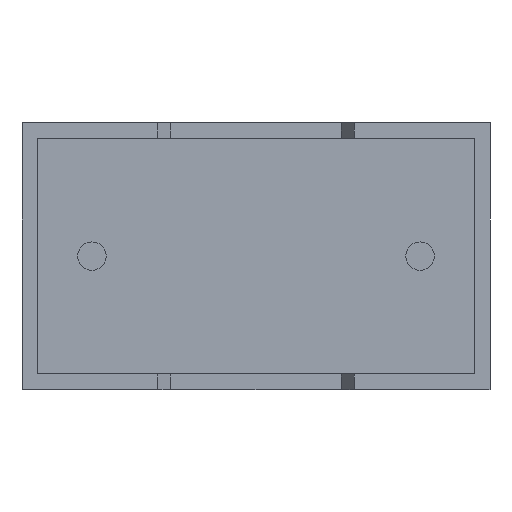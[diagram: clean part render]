
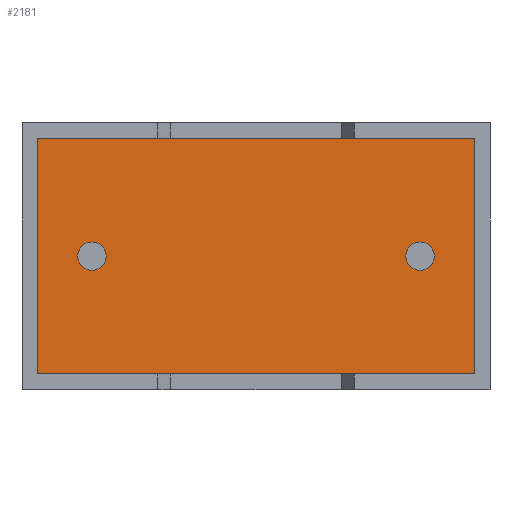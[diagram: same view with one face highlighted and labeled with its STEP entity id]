
A CAD part, front view. The second image highlights one B-rep face of the part: STEP entity #2181.
In plain terms, the highlighted planar face has unit normal (0, -1, 0).
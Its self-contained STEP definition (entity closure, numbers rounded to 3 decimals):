
#68 = CARTESIAN_POINT ( 'NONE',  ( 0.357, 0.75, 5.743 ) ) ;
#80 = AXIS2_PLACEMENT_3D ( 'NONE', #1162, #1868, #2372 ) ;
#123 = DIRECTION ( 'NONE',  ( 0., -1., 0. ) ) ;
#143 = FACE_OUTER_BOUND ( 'NONE', #1745, .T. ) ;
#147 = DIRECTION ( 'NONE',  ( -1., 0., 0. ) ) ;
#149 = EDGE_CURVE ( 'NONE', #1910, #1315, #1926, .T. ) ;
#203 = CARTESIAN_POINT ( 'NONE',  ( 9.1, 0.75, 3.375 ) ) ;
#238 = VERTEX_POINT ( 'NONE', #2335 ) ;
#319 = EDGE_LOOP ( 'NONE', ( #2948, #2400 ) ) ;
#329 = VERTEX_POINT ( 'NONE', #980 ) ;
#417 = CARTESIAN_POINT ( 'NONE',  ( 9.1, 0.75, 3.05 ) ) ;
#460 = DIRECTION ( 'NONE',  ( 1., 0., 0. ) ) ;
#580 = ORIENTED_EDGE ( 'NONE', *, *, #696, .F. ) ;
#611 = CARTESIAN_POINT ( 'NONE',  ( 10.343, 0.75, 5.743 ) ) ;
#640 = VERTEX_POINT ( 'NONE', #203 ) ;
#652 = DIRECTION ( 'NONE',  ( 0., -1., 0. ) ) ;
#656 = CARTESIAN_POINT ( 'NONE',  ( 1.6, 0.75, 3.05 ) ) ;
#681 = CARTESIAN_POINT ( 'NONE',  ( 1.6, 0.75, 2.725 ) ) ;
#688 = CARTESIAN_POINT ( 'NONE',  ( 0.357, 0.75, 0.357 ) ) ;
#696 = EDGE_CURVE ( 'NONE', #640, #1944, #2775, .T. ) ;
#709 = VECTOR ( 'NONE', #1218, 1000. ) ;
#778 = ORIENTED_EDGE ( 'NONE', *, *, #2984, .T. ) ;
#876 = AXIS2_PLACEMENT_3D ( 'NONE', #656, #3000, #2509 ) ;
#980 = CARTESIAN_POINT ( 'NONE',  ( 1.6, 0.75, 3.375 ) ) ;
#1008 = FACE_BOUND ( 'NONE', #1998, .T. ) ;
#1052 = DIRECTION ( 'NONE',  ( 0., 0., -1. ) ) ;
#1072 = FACE_BOUND ( 'NONE', #319, .T. ) ;
#1125 = CARTESIAN_POINT ( 'NONE',  ( 1.6, 0.75, 3.05 ) ) ;
#1162 = CARTESIAN_POINT ( 'NONE',  ( 9.1, 0.75, 3.05 ) ) ;
#1218 = DIRECTION ( 'NONE',  ( 0., 0., -1. ) ) ;
#1258 = CARTESIAN_POINT ( 'NONE',  ( 10.343, 0.75, 5.743 ) ) ;
#1279 = DIRECTION ( 'NONE',  ( 0., 0., 1. ) ) ;
#1285 = CARTESIAN_POINT ( 'NONE',  ( 0., 0.75, 0. ) ) ;
#1301 = LINE ( 'NONE', #611, #2293 ) ;
#1315 = VERTEX_POINT ( 'NONE', #688 ) ;
#1350 = EDGE_CURVE ( 'NONE', #2706, #329, #2831, .T. ) ;
#1352 = DIRECTION ( 'NONE',  ( 0., -1., 0. ) ) ;
#1358 = CIRCLE ( 'NONE', #2591, 0.325 ) ;
#1384 = DIRECTION ( 'NONE',  ( 0., 0., -1. ) ) ;
#1409 = EDGE_CURVE ( 'NONE', #1944, #640, #1358, .T. ) ;
#1506 = VECTOR ( 'NONE', #1279, 1000. ) ;
#1509 = AXIS2_PLACEMENT_3D ( 'NONE', #1285, #123, #1052 ) ;
#1599 = CARTESIAN_POINT ( 'NONE',  ( 0.357, 0.75, 0.357 ) ) ;
#1673 = EDGE_CURVE ( 'NONE', #329, #2706, #2681, .T. ) ;
#1710 = LINE ( 'NONE', #2912, #1506 ) ;
#1724 = ORIENTED_EDGE ( 'NONE', *, *, #149, .T. ) ;
#1745 = EDGE_LOOP ( 'NONE', ( #1724, #778, #2696, #2976 ) ) ;
#1804 = VERTEX_POINT ( 'NONE', #1258 ) ;
#1809 = EDGE_CURVE ( 'NONE', #1804, #1910, #1301, .T. ) ;
#1868 = DIRECTION ( 'NONE',  ( 0., -1., 0. ) ) ;
#1910 = VERTEX_POINT ( 'NONE', #2066 ) ;
#1926 = LINE ( 'NONE', #68, #709 ) ;
#1944 = VERTEX_POINT ( 'NONE', #2765 ) ;
#1998 = EDGE_LOOP ( 'NONE', ( #580, #2561 ) ) ;
#2066 = CARTESIAN_POINT ( 'NONE',  ( 0.357, 0.75, 5.743 ) ) ;
#2077 = DIRECTION ( 'NONE',  ( 0., 0., -1. ) ) ;
#2181 = ADVANCED_FACE ( 'NONE', ( #1008, #143, #1072 ), #2416, .T. ) ;
#2293 = VECTOR ( 'NONE', #147, 1000. ) ;
#2335 = CARTESIAN_POINT ( 'NONE',  ( 10.343, 0.75, 0.357 ) ) ;
#2372 = DIRECTION ( 'NONE',  ( 0., 0., -1. ) ) ;
#2400 = ORIENTED_EDGE ( 'NONE', *, *, #1350, .F. ) ;
#2416 = PLANE ( 'NONE',  #1509 ) ;
#2509 = DIRECTION ( 'NONE',  ( 0., 0., -1. ) ) ;
#2556 = LINE ( 'NONE', #1599, #2731 ) ;
#2561 = ORIENTED_EDGE ( 'NONE', *, *, #1409, .F. ) ;
#2591 = AXIS2_PLACEMENT_3D ( 'NONE', #417, #1352, #1384 ) ;
#2681 = CIRCLE ( 'NONE', #2884, 0.325 ) ;
#2696 = ORIENTED_EDGE ( 'NONE', *, *, #2844, .T. ) ;
#2706 = VERTEX_POINT ( 'NONE', #681 ) ;
#2731 = VECTOR ( 'NONE', #460, 1000. ) ;
#2765 = CARTESIAN_POINT ( 'NONE',  ( 9.1, 0.75, 2.725 ) ) ;
#2775 = CIRCLE ( 'NONE', #80, 0.325 ) ;
#2831 = CIRCLE ( 'NONE', #876, 0.325 ) ;
#2844 = EDGE_CURVE ( 'NONE', #238, #1804, #1710, .T. ) ;
#2884 = AXIS2_PLACEMENT_3D ( 'NONE', #1125, #652, #2077 ) ;
#2912 = CARTESIAN_POINT ( 'NONE',  ( 10.343, 0.75, 0.357 ) ) ;
#2948 = ORIENTED_EDGE ( 'NONE', *, *, #1673, .F. ) ;
#2976 = ORIENTED_EDGE ( 'NONE', *, *, #1809, .T. ) ;
#2984 = EDGE_CURVE ( 'NONE', #1315, #238, #2556, .T. ) ;
#3000 = DIRECTION ( 'NONE',  ( 0., -1., 0. ) ) ;
